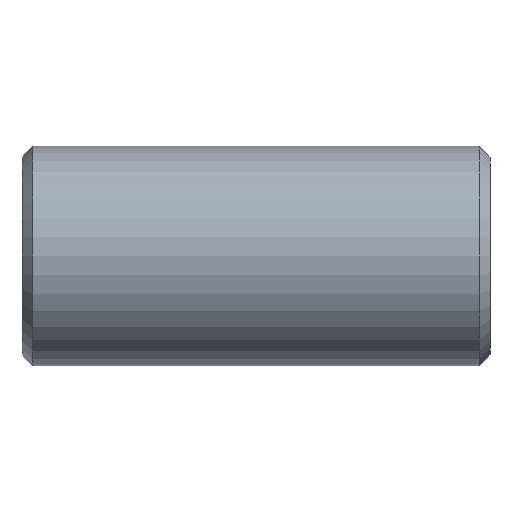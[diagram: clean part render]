
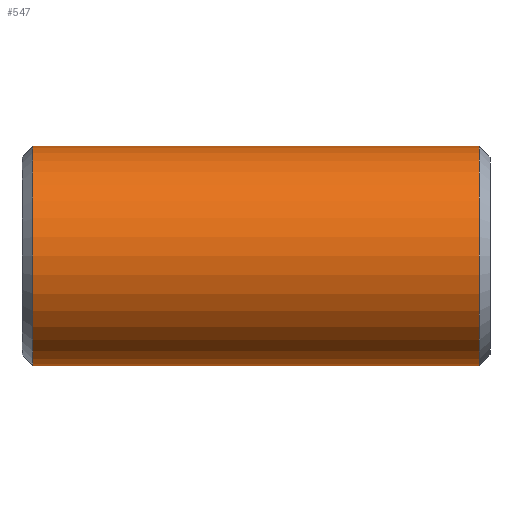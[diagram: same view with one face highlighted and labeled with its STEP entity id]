
A CAD part, front view. The second image highlights one B-rep face of the part: STEP entity #547.
In plain terms, the highlighted cylindrical face has radius 13.335 mm (diameter 26.67 mm), a partial arc.
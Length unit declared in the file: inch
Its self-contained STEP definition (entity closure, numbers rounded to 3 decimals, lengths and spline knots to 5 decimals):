
#5 = FACE_OUTER_BOUND ( 'NONE', #475, .T. ) ;
#27 = EDGE_CURVE ( 'NONE', #588, #139, #554, .T. ) ;
#42 = DIRECTION ( 'NONE',  ( 1., 0., 0. ) ) ;
#70 = EDGE_CURVE ( 'NONE', #588, #258, #616, .T. ) ;
#78 = ORIENTED_EDGE ( 'NONE', *, *, #70, .T. ) ;
#90 = CARTESIAN_POINT ( 'NONE',  ( 1.06867, 0., 0.525 ) ) ;
#96 = AXIS2_PLACEMENT_3D ( 'NONE', #359, #521, #361 ) ;
#139 = VERTEX_POINT ( 'NONE', #537 ) ;
#140 = DIRECTION ( 'NONE',  ( -1., 0., 0. ) ) ;
#170 = DIRECTION ( 'NONE',  ( -1., 0., 0. ) ) ;
#197 = DIRECTION ( 'NONE',  ( -1., 0., 0. ) ) ;
#203 = VECTOR ( 'NONE', #197, 39.37008 ) ;
#231 = CARTESIAN_POINT ( 'NONE',  ( 1.12, 0., 0. ) ) ;
#239 = CARTESIAN_POINT ( 'NONE',  ( -1.06867, 0., 0.525 ) ) ;
#258 = VERTEX_POINT ( 'NONE', #90 ) ;
#262 = CARTESIAN_POINT ( 'NONE',  ( -1.06867, 0., 0. ) ) ;
#279 = EDGE_CURVE ( 'NONE', #258, #711, #661, .T. ) ;
#292 = AXIS2_PLACEMENT_3D ( 'NONE', #262, #42, #332 ) ;
#300 = EDGE_CURVE ( 'NONE', #711, #139, #567, .T. ) ;
#313 = ORIENTED_EDGE ( 'NONE', *, *, #279, .T. ) ;
#332 = DIRECTION ( 'NONE',  ( 0., 0., 1. ) ) ;
#347 = DIRECTION ( 'NONE',  ( 0., 0., 1. ) ) ;
#359 = CARTESIAN_POINT ( 'NONE',  ( 1.06867, 0., 0. ) ) ;
#361 = DIRECTION ( 'NONE',  ( 0., 0., -1. ) ) ;
#460 = CARTESIAN_POINT ( 'NONE',  ( 1.06867, 0., -0.525 ) ) ;
#475 = EDGE_LOOP ( 'NONE', ( #520, #78, #313, #527 ) ) ;
#506 = AXIS2_PLACEMENT_3D ( 'NONE', #231, #170, #347 ) ;
#520 = ORIENTED_EDGE ( 'NONE', *, *, #27, .F. ) ;
#521 = DIRECTION ( 'NONE',  ( -1., 0., 0. ) ) ;
#527 = ORIENTED_EDGE ( 'NONE', *, *, #300, .T. ) ;
#532 = VECTOR ( 'NONE', #140, 39.37008 ) ;
#537 = CARTESIAN_POINT ( 'NONE',  ( -1.06867, 0., -0.525 ) ) ;
#546 = CARTESIAN_POINT ( 'NONE',  ( 1.12, 0., 0.525 ) ) ;
#547 = ADVANCED_FACE ( 'NONE', ( #5 ), #580, .T. ) ;
#554 = LINE ( 'NONE', #713, #203 ) ;
#567 = CIRCLE ( 'NONE', #292, 0.525 ) ;
#580 = CYLINDRICAL_SURFACE ( 'NONE', #506, 0.525 ) ;
#588 = VERTEX_POINT ( 'NONE', #460 ) ;
#616 = CIRCLE ( 'NONE', #96, 0.525 ) ;
#661 = LINE ( 'NONE', #546, #532 ) ;
#711 = VERTEX_POINT ( 'NONE', #239 ) ;
#713 = CARTESIAN_POINT ( 'NONE',  ( 1.12, 0., -0.525 ) ) ;
